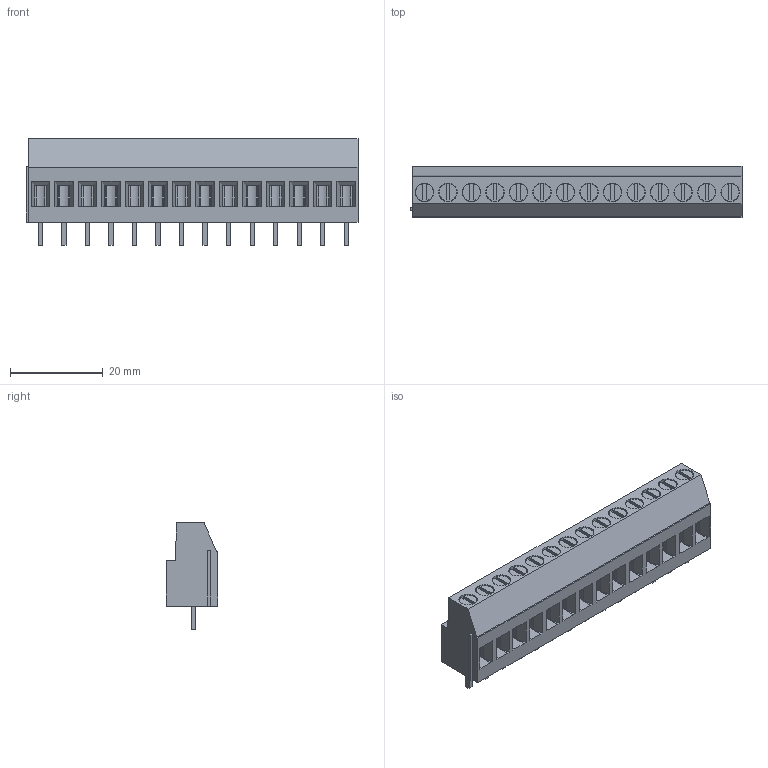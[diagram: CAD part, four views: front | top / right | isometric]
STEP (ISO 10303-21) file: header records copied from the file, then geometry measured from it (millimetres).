
FILE_DESCRIPTION(/* description */ ('model of TerminalBlock_Phoenix_MKDS-3-14-5.08_1x14_P5.08mm_Horizontal'),/* implementation_level */ '2;1');
FILE_NAME(/* name */ 'TerminalBlock_Phoenix_MKDS-3-14-5.08_1x14_P5.08mm_Horizontal.step',/* time_stamp */ '2020-05-14T18:28:56',/* author */ ('kicad StepUp','ksu'),/* organization */ ('FreeCAD'),/* preprocessor_version */ 'OCC',/* originating_system */ 'kicad StepUp',/* authorisation */ '');
FILE_SCHEMA(('AUTOMOTIVE_DESIGN { 1 0 10303 214 1 1 1 1 }'));
Length unit declared in the file: millimetre
Products named in the file (1): TerminalBlock_Phoenix_MKDS_3_14_508_1x14_P508mm_Horizontal
Bounding box: 71.69 x 11.2 x 23 mm (x, y, z)
Volume: 10659.9 mm3; surface area: 10381.3 mm2
Topology: 1 solids, 1 shells, 592 faces, 1490 edges, 928 vertices
Faces by surface type: plane 494, bspline 70, cylinder 28
Full cylindrical faces by diameter (mm): 3.8 x14, 4 x14
Entity records: 40711 total; most frequent: CARTESIAN_POINT 7153, DIRECTION 5222, LINE 3378, VECTOR 3378, ORIENTED_EDGE 2980, PCURVE 2980, DEFINITIONAL_REPRESENTATION 2980, EDGE_CURVE 1490
